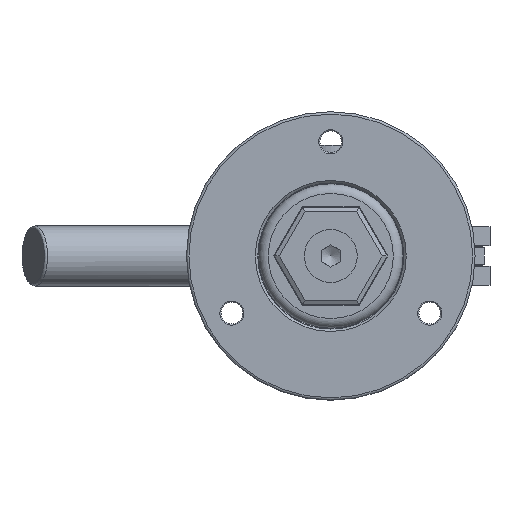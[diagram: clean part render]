
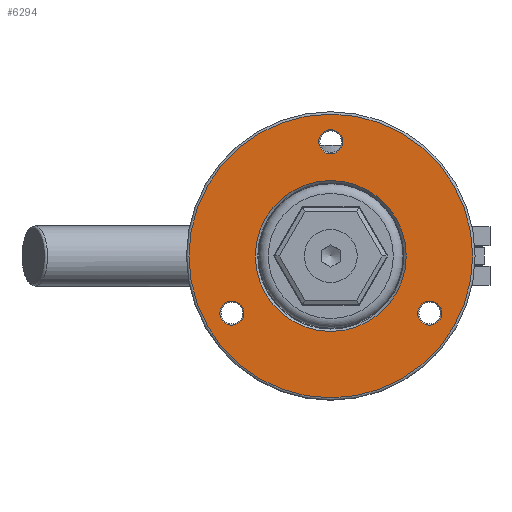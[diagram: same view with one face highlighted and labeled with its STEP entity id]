
A CAD part, front view. The second image highlights one B-rep face of the part: STEP entity #6294.
In plain terms, the highlighted planar face has unit normal (0, -1, 0).
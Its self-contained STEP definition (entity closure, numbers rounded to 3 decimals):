
#1156=PLANE('',#6896);
#1359=FACE_BOUND('',#2274,.T.);
#1360=FACE_BOUND('',#2275,.T.);
#1361=FACE_BOUND('',#2276,.T.);
#1362=FACE_BOUND('',#2277,.T.);
#1722=FACE_OUTER_BOUND('',#2273,.T.);
#2273=EDGE_LOOP('',(#4968));
#2274=EDGE_LOOP('',(#4969));
#2275=EDGE_LOOP('',(#4970));
#2276=EDGE_LOOP('',(#4971));
#2277=EDGE_LOOP('',(#4972));
#2667=CIRCLE('',#6870,5.);
#2669=CIRCLE('',#6873,5.);
#2671=CIRCLE('',#6876,5.);
#2678=CIRCLE('',#6890,59.);
#2682=CIRCLE('',#6897,31.375);
#3092=VERTEX_POINT('',#10130);
#3094=VERTEX_POINT('',#10135);
#3096=VERTEX_POINT('',#10140);
#3103=VERTEX_POINT('',#10161);
#3107=VERTEX_POINT('',#10172);
#3757=EDGE_CURVE('',#3092,#3092,#2667,.T.);
#3759=EDGE_CURVE('',#3094,#3094,#2669,.T.);
#3761=EDGE_CURVE('',#3096,#3096,#2671,.T.);
#3768=EDGE_CURVE('',#3103,#3103,#2678,.T.);
#3772=EDGE_CURVE('',#3107,#3107,#2682,.T.);
#4968=ORIENTED_EDGE('',*,*,#3768,.F.);
#4969=ORIENTED_EDGE('',*,*,#3759,.F.);
#4970=ORIENTED_EDGE('',*,*,#3757,.F.);
#4971=ORIENTED_EDGE('',*,*,#3761,.F.);
#4972=ORIENTED_EDGE('',*,*,#3772,.F.);
#6294=ADVANCED_FACE('',(#1722,#1359,#1360,#1361,#1362),#1156,.F.);
#6870=AXIS2_PLACEMENT_3D('',#10131,#8176,#8177);
#6873=AXIS2_PLACEMENT_3D('',#10136,#8182,#8183);
#6876=AXIS2_PLACEMENT_3D('',#10141,#8188,#8189);
#6890=AXIS2_PLACEMENT_3D('',#10162,#8216,#8217);
#6896=AXIS2_PLACEMENT_3D('',#10171,#8228,#8229);
#6897=AXIS2_PLACEMENT_3D('',#10173,#8230,#8231);
#8176=DIRECTION('center_axis',(0.,-1.,0.));
#8177=DIRECTION('ref_axis',(0.,0.,
-1.));
#8182=DIRECTION('center_axis',(0.,-1.,0.));
#8183=DIRECTION('ref_axis',(0.,0.,
-1.));
#8188=DIRECTION('center_axis',(0.,-1.,0.));
#8189=DIRECTION('ref_axis',(0.,0.,
-1.));
#8216=DIRECTION('center_axis',(0.,1.,0.));
#8217=DIRECTION('ref_axis',(0.,0.,
-1.));
#8228=DIRECTION('center_axis',(0.,1.,0.));
#8229=DIRECTION('ref_axis',(0.,0.,-1.));
#8230=DIRECTION('center_axis',(0.,-1.,0.));
#8231=DIRECTION('ref_axis',(0.,0.,
-1.));
#10130=CARTESIAN_POINT('',(-41.136,-102.,-18.75));
#10131=CARTESIAN_POINT('Origin',(-41.136,-102.,-23.75));
#10135=CARTESIAN_POINT('',(0.,-102.,52.5));
#10136=CARTESIAN_POINT('Origin',(0.,-102.,47.5));
#10140=CARTESIAN_POINT('',(41.136,-102.,-18.75));
#10141=CARTESIAN_POINT('Origin',(41.136,-102.,-23.75));
#10161=CARTESIAN_POINT('',(0.,-102.,59.));
#10162=CARTESIAN_POINT('Origin',(0.,-102.,0.));
#10171=CARTESIAN_POINT('Origin',(0.,-102.,0.));
#10172=CARTESIAN_POINT('',(0.,-102.,31.375));
#10173=CARTESIAN_POINT('Origin',(0.,-102.,0.));
